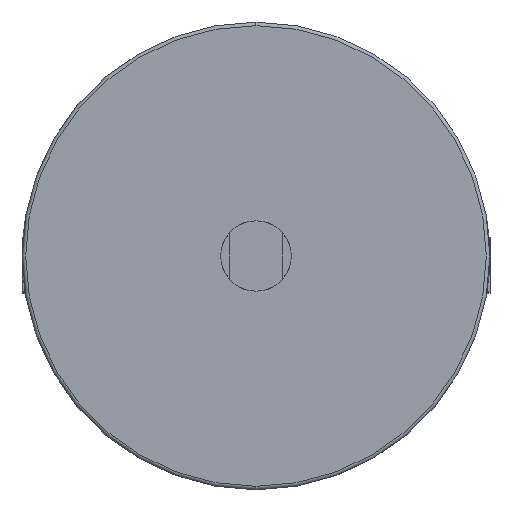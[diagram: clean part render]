
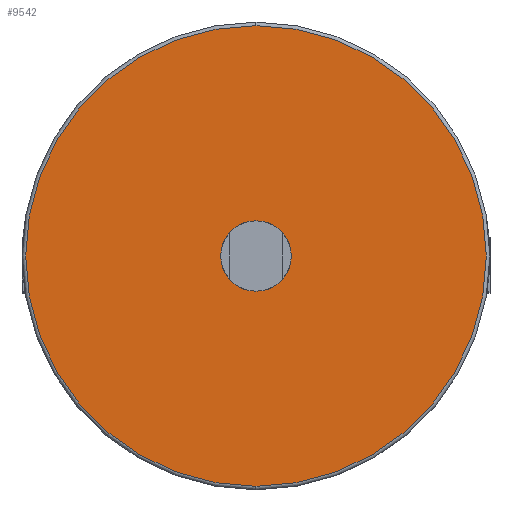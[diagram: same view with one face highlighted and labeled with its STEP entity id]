
A CAD part, left-side view. The second image highlights one B-rep face of the part: STEP entity #9542.
In plain terms, the highlighted planar face has unit normal (-1, 0, 0).
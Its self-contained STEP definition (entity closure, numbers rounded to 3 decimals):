
#155 = CARTESIAN_POINT ( 'NONE',  ( -232.5, 0., 0. ) ) ;
#748 = AXIS2_PLACEMENT_3D ( 'NONE', #155, #8279, #1329 ) ;
#1000 = CIRCLE ( 'NONE', #8213, 65.5 ) ;
#1329 = DIRECTION ( 'NONE',  ( 0., 0., 1. ) ) ;
#2554 = VERTEX_POINT ( 'NONE', #5659 ) ;
#2900 = ORIENTED_EDGE ( 'NONE', *, *, #10018, .T. ) ;
#3396 = DIRECTION ( 'NONE',  ( -1., 0., 0. ) ) ;
#3680 = FACE_BOUND ( 'NONE', #5866, .T. ) ;
#3788 = CARTESIAN_POINT ( 'NONE',  ( -232.5, 0., 0. ) ) ;
#4336 = CIRCLE ( 'NONE', #7806, 10. ) ;
#4630 = VERTEX_POINT ( 'NONE', #13716 ) ;
#4959 = DIRECTION ( 'NONE',  ( 0., 0., 1. ) ) ;
#5271 = CIRCLE ( 'NONE', #6316, 10. ) ;
#5659 = CARTESIAN_POINT ( 'NONE',  ( -232.5, 0., 10. ) ) ;
#5767 = CARTESIAN_POINT ( 'NONE',  ( -232.5, 0., 0. ) ) ;
#5863 = VERTEX_POINT ( 'NONE', #14681 ) ;
#5866 = EDGE_LOOP ( 'NONE', ( #8876, #14614 ) ) ;
#6138 = CARTESIAN_POINT ( 'NONE',  ( -232.5, 0., 0. ) ) ;
#6316 = AXIS2_PLACEMENT_3D ( 'NONE', #3788, #11931, #4959 ) ;
#6449 = EDGE_CURVE ( 'NONE', #2554, #4630, #5271, .T. ) ;
#6716 = ORIENTED_EDGE ( 'NONE', *, *, #14708, .T. ) ;
#6907 = CARTESIAN_POINT ( 'NONE',  ( -232.5, 66.5, 0. ) ) ;
#6934 = DIRECTION ( 'NONE',  ( 0., 0., 1. ) ) ;
#7290 = DIRECTION ( 'NONE',  ( 0., 0., 1. ) ) ;
#7806 = AXIS2_PLACEMENT_3D ( 'NONE', #5767, #13903, #6934 ) ;
#8043 = AXIS2_PLACEMENT_3D ( 'NONE', #6907, #3396, #9226 ) ;
#8049 = PLANE ( 'NONE',  #8043 ) ;
#8213 = AXIS2_PLACEMENT_3D ( 'NONE', #6138, #14285, #7290 ) ;
#8279 = DIRECTION ( 'NONE',  ( -1., 0., 0. ) ) ;
#8876 = ORIENTED_EDGE ( 'NONE', *, *, #12785, .F. ) ;
#9226 = DIRECTION ( 'NONE',  ( 0., 0., 1. ) ) ;
#9542 = ADVANCED_FACE ( 'NONE', ( #9874, #3680 ), #8049, .T. ) ;
#9874 = FACE_OUTER_BOUND ( 'NONE', #10369, .T. ) ;
#10018 = EDGE_CURVE ( 'NONE', #12731, #5863, #10046, .T. ) ;
#10046 = CIRCLE ( 'NONE', #748, 65.5 ) ;
#10369 = EDGE_LOOP ( 'NONE', ( #6716, #2900 ) ) ;
#11931 = DIRECTION ( 'NONE',  ( -1., 0., 0. ) ) ;
#12731 = VERTEX_POINT ( 'NONE', #13707 ) ;
#12785 = EDGE_CURVE ( 'NONE', #4630, #2554, #4336, .T. ) ;
#13707 = CARTESIAN_POINT ( 'NONE',  ( -232.5, 0., -65.5 ) ) ;
#13716 = CARTESIAN_POINT ( 'NONE',  ( -232.5, 0., -10. ) ) ;
#13903 = DIRECTION ( 'NONE',  ( -1., 0., 0. ) ) ;
#14285 = DIRECTION ( 'NONE',  ( -1., 0., 0. ) ) ;
#14614 = ORIENTED_EDGE ( 'NONE', *, *, #6449, .F. ) ;
#14681 = CARTESIAN_POINT ( 'NONE',  ( -232.5, 0., 65.5 ) ) ;
#14708 = EDGE_CURVE ( 'NONE', #5863, #12731, #1000, .T. ) ;
